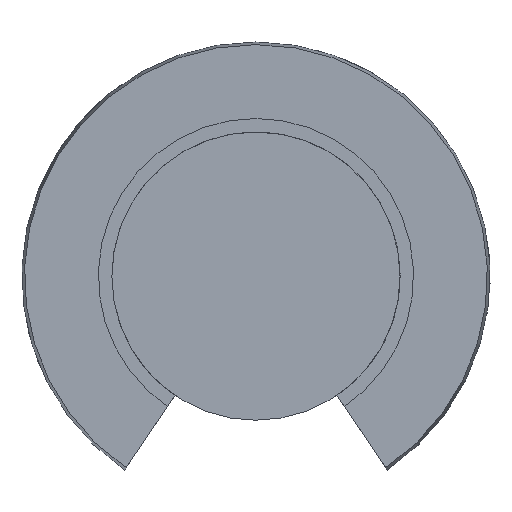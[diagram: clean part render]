
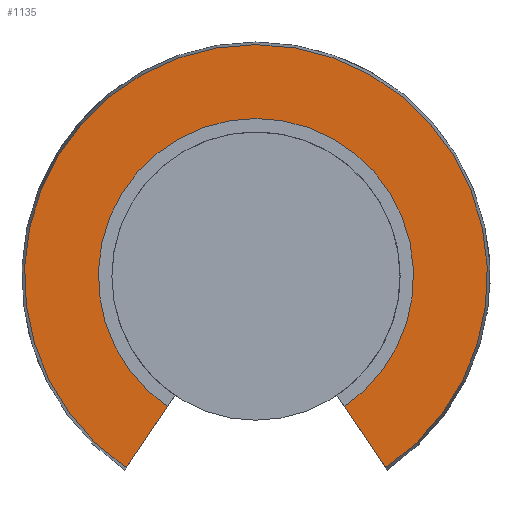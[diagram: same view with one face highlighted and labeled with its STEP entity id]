
A CAD part, front view. The second image highlights one B-rep face of the part: STEP entity #1135.
In plain terms, the highlighted planar face has unit normal (0, -1, 0).
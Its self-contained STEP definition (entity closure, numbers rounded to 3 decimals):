
#852=CARTESIAN_POINT('',(7.204,-18.,-10.641));
#853=VERTEX_POINT('',#852);
#860=CARTESIAN_POINT('',(4.911,-18.,-7.242));
#861=VERTEX_POINT('',#860);
#862=CARTESIAN_POINT('',(4.911,-18.,-7.242));
#863=DIRECTION('',(0.559,0.0,-0.829));
#864=VECTOR('',#863,4.1);
#865=LINE('',#862,#864);
#866=EDGE_CURVE('',#861,#853,#865,.T.);
#954=CARTESIAN_POINT('',(-4.911,-18.,-7.242));
#955=VERTEX_POINT('',#954);
#962=CARTESIAN_POINT('',(-7.204,-18.,-10.641));
#963=VERTEX_POINT('',#962);
#964=CARTESIAN_POINT('',(-7.204,-18.,-10.641));
#965=DIRECTION('',(0.559,0.0,0.829));
#966=VECTOR('',#965,4.1);
#967=LINE('',#964,#966);
#968=EDGE_CURVE('',#963,#955,#967,.T.);
#1106=CARTESIAN_POINT('',(0.0,-18.,0.0));
#1107=DIRECTION('',(0.0,1.0,0.0));
#1108=DIRECTION('',(-1.0,0.0,0.0));
#1109=AXIS2_PLACEMENT_3D('',#1106,#1107,#1108);
#1110=CIRCLE('',#1109,8.75);
#1111=EDGE_CURVE('',#955,#861,#1110,.T.);
#1118=CARTESIAN_POINT('',(-10.8,-18.,0.0));
#1119=DIRECTION('',(0.0,-1.0,0.0));
#1120=DIRECTION('',(0.0,0.0,-1.0));
#1121=AXIS2_PLACEMENT_3D('',#1118,#1119,#1120);
#1122=PLANE('',#1121);
#1123=ORIENTED_EDGE('',*,*,#866,.T.);
#1124=CARTESIAN_POINT('',(0.0,-18.,0.0));
#1125=DIRECTION('',(0.0,1.0,0.0));
#1126=DIRECTION('',(-1.0,0.0,0.0));
#1127=AXIS2_PLACEMENT_3D('',#1124,#1125,#1126);
#1128=CIRCLE('',#1127,12.85);
#1129=EDGE_CURVE('',#963,#853,#1128,.T.);
#1130=ORIENTED_EDGE('',*,*,#1129,.F.);
#1131=ORIENTED_EDGE('',*,*,#968,.T.);
#1132=ORIENTED_EDGE('',*,*,#1111,.T.);
#1133=EDGE_LOOP('',(#1123,#1130,#1131,#1132));
#1134=FACE_OUTER_BOUND('',#1133,.T.);
#1135=ADVANCED_FACE('',(#1134),#1122,.T.);
